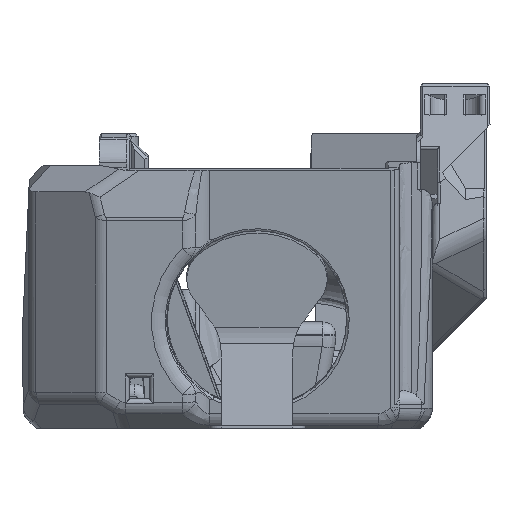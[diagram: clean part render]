
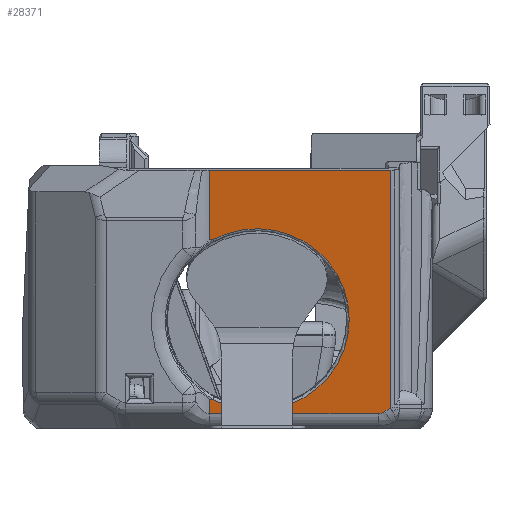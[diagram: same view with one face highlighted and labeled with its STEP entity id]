
A CAD part, left-side view. The second image highlights one B-rep face of the part: STEP entity #28371.
In plain terms, the highlighted planar face has unit normal (-0.985, 0, -0.174).
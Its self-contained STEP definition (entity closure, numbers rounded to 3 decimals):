
#1055=B_SPLINE_CURVE_WITH_KNOTS('',3,(#43904,#43905,#43906,#43907),
 .UNSPECIFIED.,.F.,.F.,(4,4),(0.,0.382),.UNSPECIFIED.);
#1064=B_SPLINE_CURVE_WITH_KNOTS('',3,(#44164,#44165,#44166,#44167),
 .UNSPECIFIED.,.F.,.F.,(4,4),(0.618,1.),.UNSPECIFIED.);
#1656=CIRCLE('',#29904,14.4);
#2471=ELLIPSE('',#30409,3.203,2.);
#4721=ORIENTED_EDGE('',*,*,#12680,.F.);
#4722=ORIENTED_EDGE('',*,*,#11900,.T.);
#4723=ORIENTED_EDGE('',*,*,#12796,.T.);
#4724=ORIENTED_EDGE('',*,*,#12797,.F.);
#4725=ORIENTED_EDGE('',*,*,#12798,.T.);
#4726=ORIENTED_EDGE('',*,*,#12799,.T.);
#4727=ORIENTED_EDGE('',*,*,#12800,.F.);
#4728=ORIENTED_EDGE('',*,*,#12801,.T.);
#4729=ORIENTED_EDGE('',*,*,#12492,.F.);
#4730=ORIENTED_EDGE('',*,*,#12502,.F.);
#11900=EDGE_CURVE('',#16216,#16215,#1656,.T.);
#12492=EDGE_CURVE('',#16614,#16615,#19201,.T.);
#12502=EDGE_CURVE('',#16621,#16614,#19205,.T.);
#12680=EDGE_CURVE('',#16216,#16621,#1055,.F.);
#12796=EDGE_CURVE('',#16215,#16850,#1064,.T.);
#12797=EDGE_CURVE('',#16851,#16850,#19393,.T.);
#12798=EDGE_CURVE('',#16851,#16852,#19394,.T.);
#12799=EDGE_CURVE('',#16852,#16853,#2471,.T.);
#12800=EDGE_CURVE('',#16854,#16853,#19395,.T.);
#12801=EDGE_CURVE('',#16854,#16615,#19396,.T.);
#16215=VERTEX_POINT('',#40920);
#16216=VERTEX_POINT('',#40922);
#16614=VERTEX_POINT('',#43408);
#16615=VERTEX_POINT('',#43410);
#16621=VERTEX_POINT('',#43440);
#16850=VERTEX_POINT('',#44168);
#16851=VERTEX_POINT('',#44170);
#16852=VERTEX_POINT('',#44172);
#16853=VERTEX_POINT('',#44174);
#16854=VERTEX_POINT('',#44176);
#19201=LINE('',#43409,#21625);
#19205=LINE('',#43441,#21629);
#19393=LINE('',#44169,#21817);
#19394=LINE('',#44171,#21818);
#19395=LINE('',#44175,#21819);
#19396=LINE('',#44177,#21820);
#21625=VECTOR('',#33823,1000.);
#21629=VECTOR('',#33839,1000.);
#21817=VECTOR('',#34289,1000.);
#21818=VECTOR('',#34290,1000.);
#21819=VECTOR('',#34293,1000.);
#21820=VECTOR('',#34294,1000.);
#23988=EDGE_LOOP('',(#4721,#4722,#4723,#4724,#4725,#4726,#4727,#4728,#4729,
#4730));
#25777=FACE_BOUND('',#23988,.T.);
#27344=PLANE('',#30408);
#28371=ADVANCED_FACE('',(#25777),#27344,.F.);
#29904=AXIS2_PLACEMENT_3D('',#40921,#32842,#32843);
#30408=AXIS2_PLACEMENT_3D('',#44163,#34287,#34288);
#30409=AXIS2_PLACEMENT_3D('',#44173,#34291,#34292);
#32842=DIRECTION('',(0.985,0.,0.174));
#32843=DIRECTION('',(0.174,0.,-0.985));
#33823=DIRECTION('',(0.,-1.,0.));
#33839=DIRECTION('',(-0.174,0.,0.985));
#34287=DIRECTION('',(0.985,0.,0.174));
#34288=DIRECTION('',(-0.174,0.,0.985));
#34289=DIRECTION('',(-0.174,0.,0.985));
#34290=DIRECTION('',(0.,-1.,0.));
#34291=DIRECTION('',(-0.985,0.,-0.174));
#34292=DIRECTION('',(-0.165,-0.304,0.938));
#34293=DIRECTION('',(0.097,0.829,-0.551));
#34294=DIRECTION('',(-0.174,0.,0.985));
#40920=CARTESIAN_POINT('',(-28.264,11.767,4.533));
#40921=CARTESIAN_POINT('',(-30.458,4.853,16.973));
#40922=CARTESIAN_POINT('',(-32.651,11.767,29.413));
#43408=CARTESIAN_POINT('',(-34.572,12.27,40.304));
#43409=CARTESIAN_POINT('',(-34.572,24.853,40.304));
#43410=CARTESIAN_POINT('',(-34.572,-16.002,40.304));
#43440=CARTESIAN_POINT('',(-32.66,12.27,29.463));
#43441=CARTESIAN_POINT('',(-31.185,12.27,21.099));
#43904=CARTESIAN_POINT('',(-32.66,12.27,29.463));
#43905=CARTESIAN_POINT('',(-32.657,12.102,29.442));
#43906=CARTESIAN_POINT('',(-32.654,11.935,29.425));
#43907=CARTESIAN_POINT('',(-32.651,11.767,29.413));
#44163=CARTESIAN_POINT('',(-31.185,24.853,21.099));
#44164=CARTESIAN_POINT('',(-28.264,11.767,4.533));
#44165=CARTESIAN_POINT('',(-28.262,11.935,4.52));
#44166=CARTESIAN_POINT('',(-28.259,12.102,4.503));
#44167=CARTESIAN_POINT('',(-28.255,12.27,4.482));
#44168=CARTESIAN_POINT('',(-28.255,12.27,4.482));
#44169=CARTESIAN_POINT('',(-31.185,12.27,21.099));
#44170=CARTESIAN_POINT('',(-27.864,12.27,2.262));
#44171=CARTESIAN_POINT('',(-27.864,-14.655,2.262));
#44172=CARTESIAN_POINT('',(-27.864,-14.07,2.262));
#44173=CARTESIAN_POINT('',(-28.404,-14.652,5.326));
#44174=CARTESIAN_POINT('',(-27.923,-15.07,2.597));
#44175=CARTESIAN_POINT('',(-27.821,-14.199,2.018));
#44176=CARTESIAN_POINT('',(-28.032,-16.002,3.216));
#44177=CARTESIAN_POINT('',(-7.663,-16.002,-112.301));
